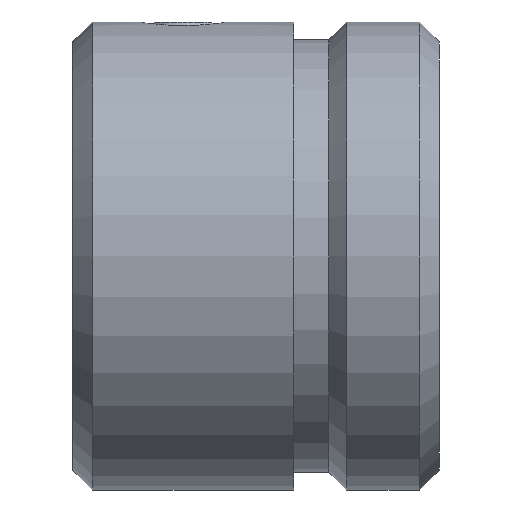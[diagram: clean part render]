
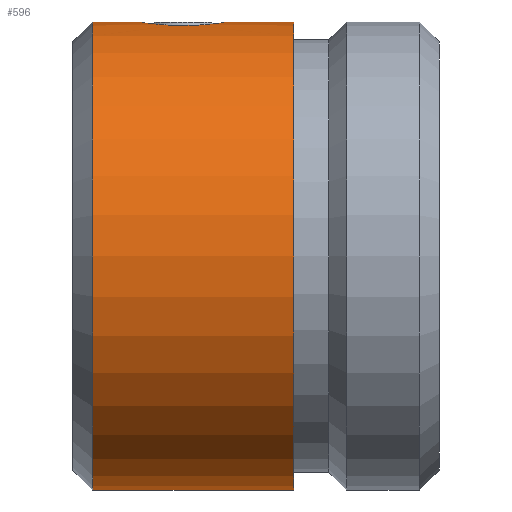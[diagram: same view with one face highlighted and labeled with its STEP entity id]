
A CAD part, left-side view. The second image highlights one B-rep face of the part: STEP entity #596.
In plain terms, the highlighted cylindrical face has radius 13.462 mm (diameter 26.924 mm), a full revolution.
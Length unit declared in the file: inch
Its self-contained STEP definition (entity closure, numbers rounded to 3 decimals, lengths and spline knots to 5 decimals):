
#463=CARTESIAN_POINT('',(0.028,-0.15,0.502));
#464=VERTEX_POINT('',#463);
#465=CARTESIAN_POINT('',(0.028,-0.35,0.502));
#466=VERTEX_POINT('',#465);
#467=CARTESIAN_POINT('',(0.028,-0.15,0.502));
#468=CARTESIAN_POINT('',(0.0402,-0.15,0.502));
#469=CARTESIAN_POINT('',(0.05305,-0.15282,0.50154));
#470=CARTESIAN_POINT('',(0.07625,-0.16383,0.49993));
#471=CARTESIAN_POINT('',(0.08662,-0.17201,0.49881));
#472=CARTESIAN_POINT('',(0.10246,-0.19013,0.4968));
#473=CARTESIAN_POINT('',(0.10911,-0.20124,0.49578));
#474=CARTESIAN_POINT('',(0.11786,-0.2252,0.49435));
#475=CARTESIAN_POINT('',(0.11996,-0.23804,0.49396));
#476=CARTESIAN_POINT('',(0.11996,-0.26196,0.49396));
#477=CARTESIAN_POINT('',(0.11786,-0.2748,0.49435));
#478=CARTESIAN_POINT('',(0.10911,-0.29876,0.49578));
#479=CARTESIAN_POINT('',(0.10246,-0.30987,0.4968));
#480=CARTESIAN_POINT('',(0.08662,-0.32799,0.49881));
#481=CARTESIAN_POINT('',(0.07625,-0.33617,0.49993));
#482=CARTESIAN_POINT('',(0.05305,-0.34718,0.50154));
#483=CARTESIAN_POINT('',(0.0402,-0.35,0.502));
#484=CARTESIAN_POINT('',(0.028,-0.35,0.502));
#485=B_SPLINE_CURVE_WITH_KNOTS('',3,(#467,#468,#469,#470,#471,#472,#473,#474,#475,#476,#477,#478,#479,#480,#481,#482,#483,#484),.UNSPECIFIED.,.F.,.U.,(4,2,2,2,2,2,2,2,4),(0.14496,0.18156,0.21816,0.25404,0.28992,0.32581,0.36169,0.39829,0.43489),.UNSPECIFIED.);
#486=EDGE_CURVE('',#464,#466,#485,.T.);
#488=CARTESIAN_POINT('',(0.028,-0.35,0.502));
#489=CARTESIAN_POINT('',(0.0158,-0.35,0.502));
#490=CARTESIAN_POINT('',(0.00295,-0.34718,0.50154));
#491=CARTESIAN_POINT('',(-0.02025,-0.33617,0.49993));
#492=CARTESIAN_POINT('',(-0.03062,-0.32799,0.49881));
#493=CARTESIAN_POINT('',(-0.04646,-0.30987,0.4968));
#494=CARTESIAN_POINT('',(-0.05311,-0.29876,0.49578));
#495=CARTESIAN_POINT('',(-0.06186,-0.2748,0.49435));
#496=CARTESIAN_POINT('',(-0.06396,-0.26196,0.49396));
#497=CARTESIAN_POINT('',(-0.06396,-0.25,0.49396));
#498=CARTESIAN_POINT('',(-0.06396,-0.23804,0.49396));
#499=CARTESIAN_POINT('',(-0.06186,-0.2252,0.49435));
#500=CARTESIAN_POINT('',(-0.05311,-0.20124,0.49578));
#501=CARTESIAN_POINT('',(-0.04646,-0.19013,0.4968));
#502=CARTESIAN_POINT('',(-0.03062,-0.17201,0.49881));
#503=CARTESIAN_POINT('',(-0.02025,-0.16383,0.49993));
#504=CARTESIAN_POINT('',(0.00295,-0.15282,0.50154));
#505=CARTESIAN_POINT('',(0.0158,-0.15,0.502));
#506=CARTESIAN_POINT('',(0.028,-0.15,0.502));
#507=B_SPLINE_CURVE_WITH_KNOTS('',3,(#488,#489,#490,#491,#492,#493,#494,#495,#496,#497,#498,#499,#500,#501,#502,#503,#504,#505,#506),.UNSPECIFIED.,.F.,.U.,(4,2,2,2,3,2,2,2,4),(0.43489,0.47148,0.50808,0.54396,0.57985,0.61573,0.65161,0.68821,0.72481),.UNSPECIFIED.);
#508=EDGE_CURVE('',#466,#464,#507,.T.);
#558=CARTESIAN_POINT('',(0.558,-0.045,-0.028));
#559=VERTEX_POINT('',#558);
#560=CARTESIAN_POINT('',(0.028,-0.045,-0.028));
#561=DIRECTION('',(0.0,-1.0,0.0));
#562=DIRECTION('',(1.0,0.0,0.0));
#563=AXIS2_PLACEMENT_3D('',#560,#561,#562);
#564=CIRCLE('',#563,0.53);
#565=EDGE_CURVE('',#559,#559,#564,.T.);
#573=CARTESIAN_POINT('',(0.028,-0.2725,-0.028));
#574=DIRECTION('',(0.,-1.0,0.));
#575=DIRECTION('',(1.0,0.0,0.0));
#576=AXIS2_PLACEMENT_3D('',#573,#574,#575);
#577=CYLINDRICAL_SURFACE('',#576,0.53);
#578=CARTESIAN_POINT('',(0.558,-0.5,-0.028));
#579=VERTEX_POINT('',#578);
#580=CARTESIAN_POINT('',(0.028,-0.5,-0.028));
#581=DIRECTION('',(0.0,-1.0,0.0));
#582=DIRECTION('',(1.0,0.0,0.0));
#583=AXIS2_PLACEMENT_3D('',#580,#581,#582);
#584=CIRCLE('',#583,0.53);
#585=EDGE_CURVE('',#579,#579,#584,.T.);
#586=ORIENTED_EDGE('',*,*,#585,.F.);
#587=EDGE_LOOP('',(#586));
#588=FACE_OUTER_BOUND('',#587,.T.);
#589=ORIENTED_EDGE('',*,*,#486,.T.);
#590=ORIENTED_EDGE('',*,*,#508,.T.);
#591=EDGE_LOOP('',(#589,#590));
#592=FACE_BOUND('',#591,.T.);
#593=ORIENTED_EDGE('',*,*,#565,.T.);
#594=EDGE_LOOP('',(#593));
#595=FACE_BOUND('',#594,.T.);
#596=ADVANCED_FACE('',(#588,#592,#595),#577,.T.);
